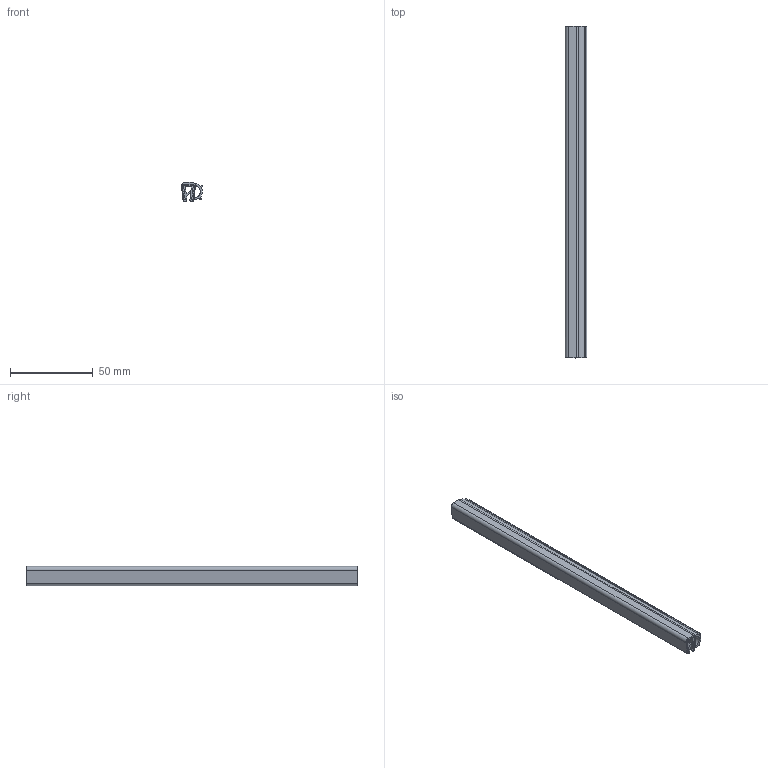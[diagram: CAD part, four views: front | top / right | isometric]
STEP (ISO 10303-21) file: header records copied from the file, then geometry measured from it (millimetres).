
FILE_DESCRIPTION((''),'2;1');
FILE_NAME('','2011-05-26T16:05:09',(''),(''),'','CADfix','');
FILE_SCHEMA(('AUTOMOTIVE_DESIGN { 1 0 10303 214 1 1 1 1 }'));
Length unit declared in the file: millimetre
Bounding box: 12.76 x 200 x 11.5 mm (x, y, z)
Volume: 16768.4 mm3; surface area: 38501.4 mm2
Topology: 3 solids, 3 shells, 69 faces, 189 edges, 126 vertices
Faces by surface type: bspline 69
Entity records: 2383 total; most frequent: CARTESIAN_POINT 1231, ORIENTED_EDGE 378, EDGE_CURVE 189, VERTEX_POINT 126, QUASI_UNIFORM_CURVE 117, EDGE_LOOP 71, FACE_OUTER_BOUND 69, ADVANCED_FACE 69
